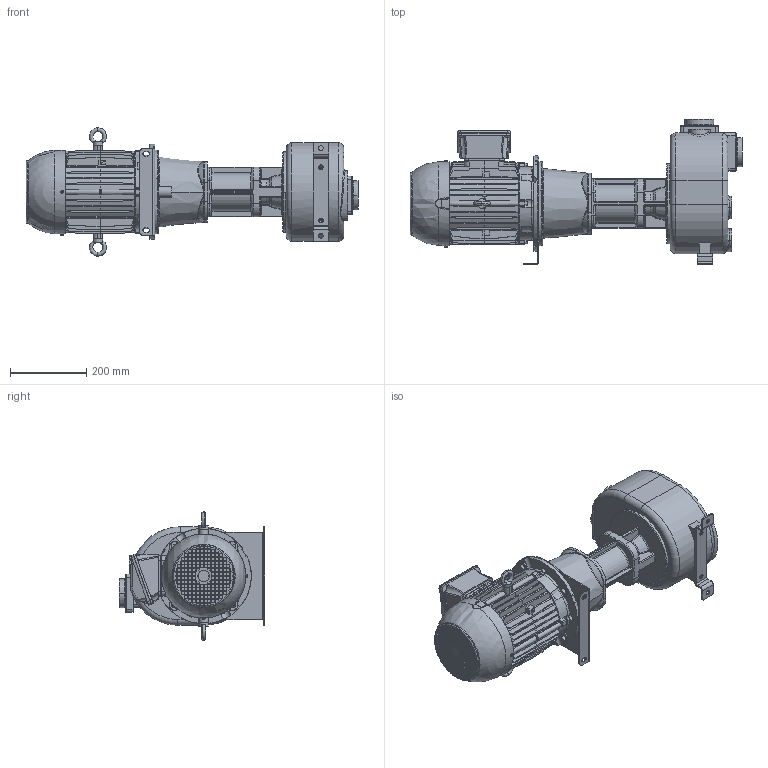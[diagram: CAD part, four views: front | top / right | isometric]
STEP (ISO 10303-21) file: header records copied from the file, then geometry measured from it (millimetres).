
FILE_DESCRIPTION((''),'2;1');
FILE_NAME('S_60_BBT','2014-04-16T',('Amenduni'),(''),'PRO/ENGINEER BY PARAMETRIC TECHNOLOGY CORPORATION, 2013410','PRO/ENGINEER BY PARAMETRIC TECHNOLOGY CORPORATION, 2013410','');
FILE_SCHEMA(('CONFIG_CONTROL_DESIGN'));
Length unit declared in the file: millimetre
Products named in the file (1): S_60_BBT
Bounding box: 869.6 x 381 x 335.97 mm (x, y, z)
Volume: 26196515.5 mm3; surface area: 1237556.1 mm2
Topology: 1 solids, 1 shells, 2545 faces, 6385 edges, 4056 vertices
Faces by surface type: plane 1733, cylinder 347, cone 194, bspline 147, torus 111, sphere 7, extrusion 6
Entity records: 102929 total; most frequent: CARTESIAN_POINT 43581, ORIENTED_EDGE 12758, DIRECTION 11386, EDGE_CURVE 6379, VECTOR 4112, LINE 4106, VERTEX_POINT 4056, AXIS2_PLACEMENT_3D 3637
